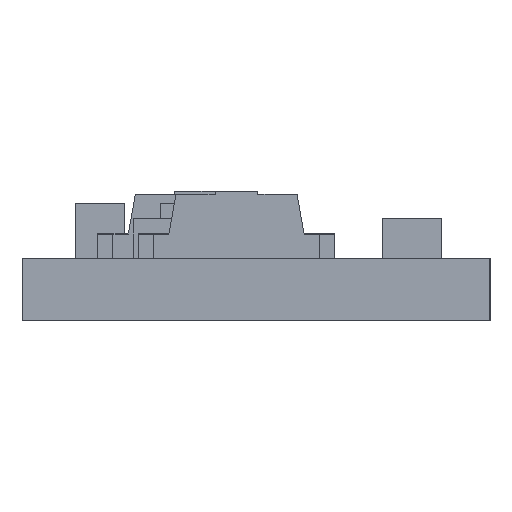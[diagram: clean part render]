
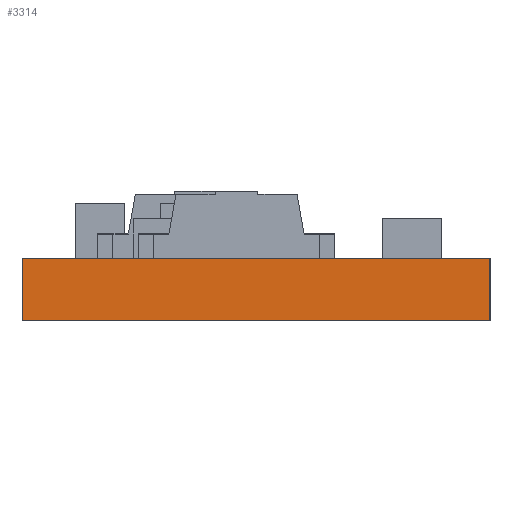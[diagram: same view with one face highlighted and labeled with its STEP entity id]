
A CAD part, left-side view. The second image highlights one B-rep face of the part: STEP entity #3314.
In plain terms, the highlighted planar face has unit normal (-1, 0, 0).
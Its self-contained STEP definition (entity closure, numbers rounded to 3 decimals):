
#16 = DIRECTION ( 'NONE',  ( 0., 0., -1. ) ) ;
#273 = LINE ( 'NONE', #2720, #34095 ) ;
#885 = EDGE_LOOP ( 'NONE', ( #23945, #8039, #14947, #26537 ) ) ;
#1861 = DIRECTION ( 'NONE',  ( 0., 0., -1. ) ) ;
#1919 = DIRECTION ( 'NONE',  ( 0., -1., 0. ) ) ;
#2720 = CARTESIAN_POINT ( 'NONE',  ( 0., 0., 1.016 ) ) ;
#2722 = VECTOR ( 'NONE', #1861, 1000. ) ;
#3053 = DIRECTION ( 'NONE',  ( 0., 0., -1. ) ) ;
#3314 = ADVANCED_FACE ( 'NONE', ( #7640 ), #31509, .F. ) ;
#4003 = EDGE_CURVE ( 'NONE', #32729, #18070, #32294, .T. ) ;
#4945 = VERTEX_POINT ( 'NONE', #21249 ) ;
#6569 = CARTESIAN_POINT ( 'NONE',  ( 0., 7.62, 1.016 ) ) ;
#6849 = EDGE_CURVE ( 'NONE', #18070, #4945, #273, .T. ) ;
#6989 = EDGE_CURVE ( 'NONE', #8892, #4945, #15500, .T. ) ;
#7640 = FACE_OUTER_BOUND ( 'NONE', #885, .T. ) ;
#8039 = ORIENTED_EDGE ( 'NONE', *, *, #6849, .F. ) ;
#8136 = AXIS2_PLACEMENT_3D ( 'NONE', #34136, #28846, #16 ) ;
#8892 = VERTEX_POINT ( 'NONE', #9445 ) ;
#9445 = CARTESIAN_POINT ( 'NONE',  ( 0., 7.62, 0. ) ) ;
#10108 = LINE ( 'NONE', #30667, #2722 ) ;
#14947 = ORIENTED_EDGE ( 'NONE', *, *, #4003, .F. ) ;
#15500 = LINE ( 'NONE', #27604, #27888 ) ;
#18070 = VERTEX_POINT ( 'NONE', #29391 ) ;
#21249 = CARTESIAN_POINT ( 'NONE',  ( 0., 0., 0. ) ) ;
#23945 = ORIENTED_EDGE ( 'NONE', *, *, #6989, .T. ) ;
#25266 = VECTOR ( 'NONE', #1919, 1000. ) ;
#26537 = ORIENTED_EDGE ( 'NONE', *, *, #32375, .T. ) ;
#27604 = CARTESIAN_POINT ( 'NONE',  ( 0., 0., 0. ) ) ;
#27888 = VECTOR ( 'NONE', #32883, 1000. ) ;
#28846 = DIRECTION ( 'NONE',  ( 1., 0., 0. ) ) ;
#29391 = CARTESIAN_POINT ( 'NONE',  ( 0., 0., 1.016 ) ) ;
#30667 = CARTESIAN_POINT ( 'NONE',  ( 0., 7.62, 1.016 ) ) ;
#31509 = PLANE ( 'NONE',  #8136 ) ;
#32294 = LINE ( 'NONE', #33360, #25266 ) ;
#32375 = EDGE_CURVE ( 'NONE', #32729, #8892, #10108, .T. ) ;
#32729 = VERTEX_POINT ( 'NONE', #6569 ) ;
#32883 = DIRECTION ( 'NONE',  ( 0., -1., 0. ) ) ;
#33360 = CARTESIAN_POINT ( 'NONE',  ( 0., 0., 1.016 ) ) ;
#34095 = VECTOR ( 'NONE', #3053, 1000. ) ;
#34136 = CARTESIAN_POINT ( 'NONE',  ( 0., 0., 1.016 ) ) ;
